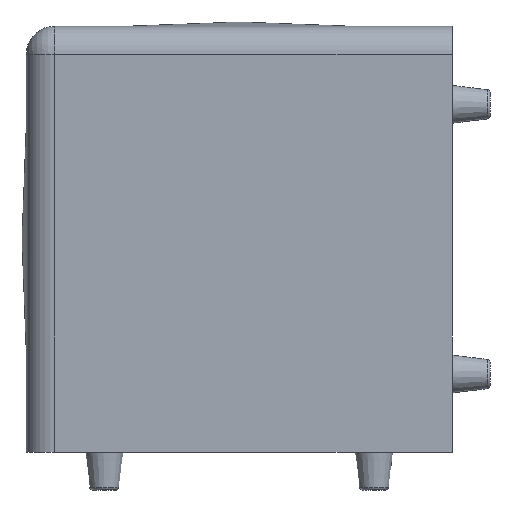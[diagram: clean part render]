
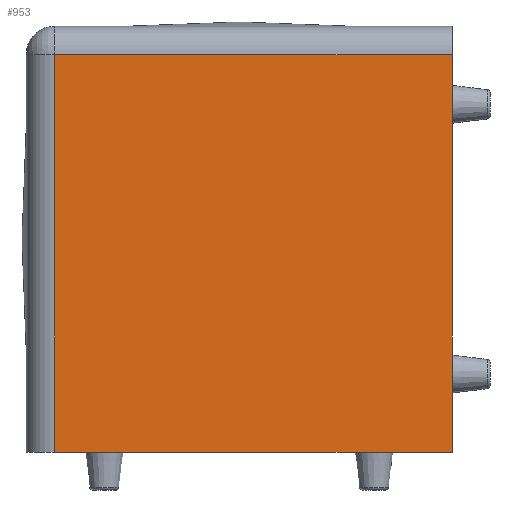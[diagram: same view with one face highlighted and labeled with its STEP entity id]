
A CAD part, left-side view. The second image highlights one B-rep face of the part: STEP entity #953.
In plain terms, the highlighted planar face has unit normal (-1, 0, 0).
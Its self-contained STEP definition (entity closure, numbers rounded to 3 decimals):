
#47=PLANE('',#1077);
#81=LINE('',#1704,#119);
#82=LINE('',#1707,#120);
#83=LINE('',#1709,#121);
#84=LINE('',#1711,#122);
#119=VECTOR('',#1284,1000.);
#120=VECTOR('',#1285,1000.);
#121=VECTOR('',#1286,1000.);
#122=VECTOR('',#1287,1000.);
#263=ORIENTED_EDGE('',*,*,#456,.F.);
#264=ORIENTED_EDGE('',*,*,#457,.T.);
#265=ORIENTED_EDGE('',*,*,#458,.T.);
#266=ORIENTED_EDGE('',*,*,#459,.T.);
#456=EDGE_CURVE('',#559,#560,#81,.T.);
#457=EDGE_CURVE('',#559,#561,#82,.F.);
#458=EDGE_CURVE('',#561,#562,#83,.T.);
#459=EDGE_CURVE('',#562,#560,#84,.T.);
#559=VERTEX_POINT('',#1705);
#560=VERTEX_POINT('',#1706);
#561=VERTEX_POINT('',#1708);
#562=VERTEX_POINT('',#1710);
#712=EDGE_LOOP('',(#263,#264,#265,#266));
#828=FACE_BOUND('',#712,.T.);
#953=ADVANCED_FACE('',(#828),#47,.F.);
#1077=AXIS2_PLACEMENT_3D('',#1703,#1282,#1283);
#1282=DIRECTION('',(1.,0.,0.));
#1283=DIRECTION('',(0.,0.,-1.));
#1284=DIRECTION('',(0.,0.,-1.));
#1285=DIRECTION('',(0.,-1.,0.));
#1286=DIRECTION('',(0.,0.,-1.));
#1287=DIRECTION('',(0.,-1.,0.));
#1703=CARTESIAN_POINT('',(-22.5,22.5,22.5));
#1704=CARTESIAN_POINT('',(-22.5,-22.5,22.5));
#1705=CARTESIAN_POINT('',(-22.5,-22.5,19.5));
#1706=CARTESIAN_POINT('',(-22.5,-22.5,-22.5));
#1707=CARTESIAN_POINT('',(-22.5,22.5,19.5));
#1708=CARTESIAN_POINT('',(-22.5,19.5,19.5));
#1709=CARTESIAN_POINT('',(-22.5,19.5,22.5));
#1710=CARTESIAN_POINT('',(-22.5,19.5,-22.5));
#1711=CARTESIAN_POINT('',(-22.5,22.5,-22.5));
